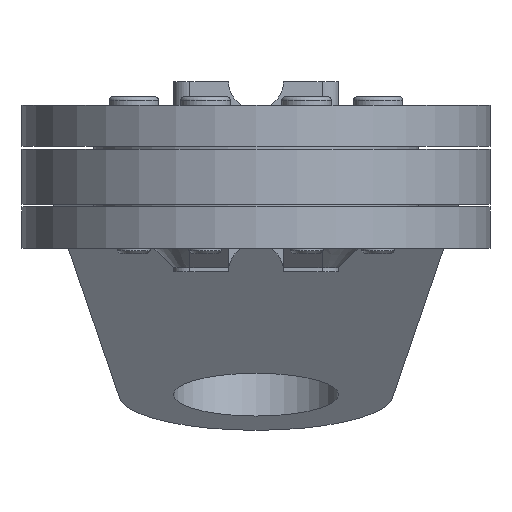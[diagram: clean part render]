
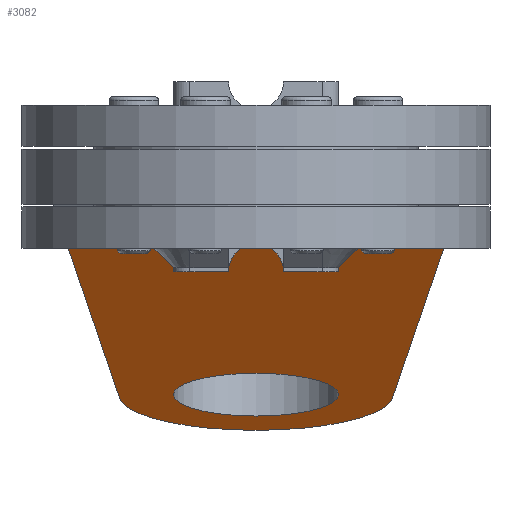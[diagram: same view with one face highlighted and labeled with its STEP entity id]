
A CAD part, front view. The second image highlights one B-rep face of the part: STEP entity #3082.
In plain terms, the highlighted planar face has unit normal (0, -0.259, -0.966).
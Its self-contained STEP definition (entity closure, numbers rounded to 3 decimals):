
#88=FACE_BOUND('',#682,.T.);
#228=CIRCLE('',#3426,50.);
#229=CIRCLE('',#3427,30.);
#506=FACE_OUTER_BOUND('',#681,.T.);
#681=EDGE_LOOP('',(#2262,#2263,#2264,#2265));
#682=EDGE_LOOP('',(#2266));
#957=LINE('',#4899,#1201);
#961=LINE('',#4911,#1205);
#964=LINE('',#4916,#1208);
#1201=VECTOR('',#3887,10.);
#1205=VECTOR('',#3893,10.);
#1208=VECTOR('',#3898,10.);
#1433=VERTEX_POINT('',#4880);
#1438=VERTEX_POINT('',#4898);
#1441=VERTEX_POINT('',#4910);
#1442=VERTEX_POINT('',#4914);
#1449=VERTEX_POINT('',#4941);
#1745=EDGE_CURVE('',#1438,#1433,#957,.T.);
#1750=EDGE_CURVE('',#1441,#1438,#961,.T.);
#1753=EDGE_CURVE('',#1433,#1442,#964,.T.);
#1764=EDGE_CURVE('',#1442,#1441,#228,.T.);
#1765=EDGE_CURVE('',#1449,#1449,#229,.T.);
#2262=ORIENTED_EDGE('',*,*,#1745,.T.);
#2263=ORIENTED_EDGE('',*,*,#1753,.T.);
#2264=ORIENTED_EDGE('',*,*,#1764,.T.);
#2265=ORIENTED_EDGE('',*,*,#1750,.T.);
#2266=ORIENTED_EDGE('',*,*,#1765,.T.);
#2992=PLANE('',#3425);
#3082=ADVANCED_FACE('',(#506,#88),#2992,.F.);
#3425=AXIS2_PLACEMENT_3D('',#4939,#3916,#3917);
#3426=AXIS2_PLACEMENT_3D('',#4940,#3918,#3919);
#3427=AXIS2_PLACEMENT_3D('',#4942,#3920,#3921);
#3887=DIRECTION('',(-1.,0.,0.));
#3893=DIRECTION('',(0.088,-0.962,0.258));
#3898=DIRECTION('',(0.088,0.962,-0.258));
#3916=DIRECTION('center_axis',(0.,0.259,0.966));
#3917=DIRECTION('ref_axis',(1.,0.,0.));
#3918=DIRECTION('center_axis',(0.,-0.259,-0.966));
#3919=DIRECTION('ref_axis',(1.,0.,0.));
#3920=DIRECTION('center_axis',(0.,0.259,0.966));
#3921=DIRECTION('ref_axis',(-1.,0.,0.));
#4880=CARTESIAN_POINT('',(-73.42,128.176,-10.681));
#4898=CARTESIAN_POINT('',(73.42,128.176,-10.681));
#4899=CARTESIAN_POINT('',(0.,128.176,-10.681));
#4910=CARTESIAN_POINT('',(50.,383.805,-79.177));
#4911=CARTESIAN_POINT('',(85.,1.781,23.186));
#4914=CARTESIAN_POINT('',(-50.,383.805,-79.177));
#4916=CARTESIAN_POINT('',(-50.,383.805,-79.177));
#4939=CARTESIAN_POINT('Origin',(0.,175.889,-23.466));
#4940=CARTESIAN_POINT('Origin',(0.,383.805,-79.177));
#4941=CARTESIAN_POINT('',(30.,383.805,-79.177));
#4942=CARTESIAN_POINT('Origin',(0.,383.805,-79.177));
